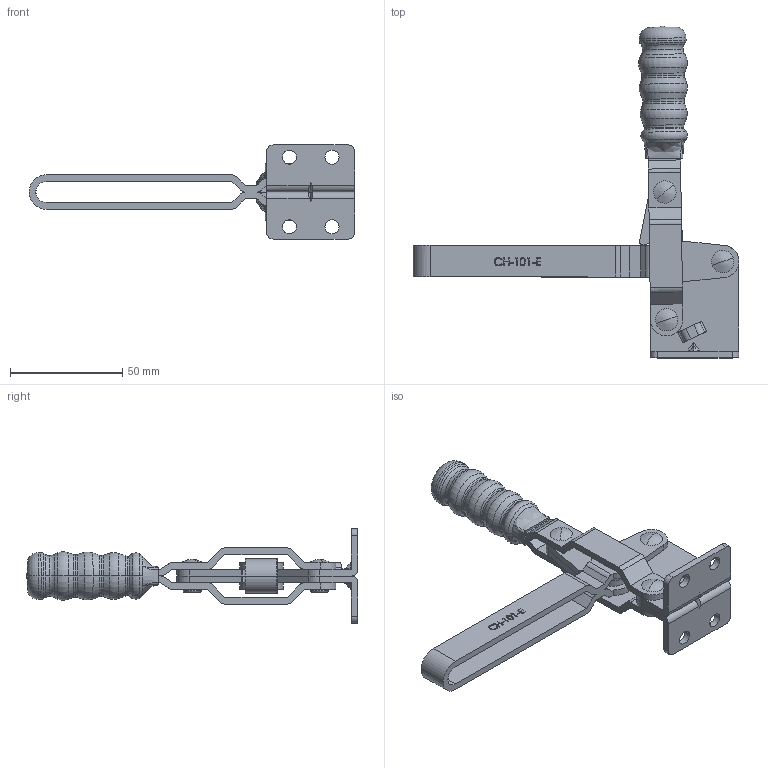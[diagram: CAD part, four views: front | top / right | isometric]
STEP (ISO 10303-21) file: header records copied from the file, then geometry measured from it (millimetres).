
FILE_DESCRIPTION (( 'STEP AP203' ), '1' );
FILE_NAME ('CH-101-E.STEP', '2010-06-04T05:49:25', ( '微软用户' ), ( '微软中国' ), 'SwSTEP 2.0', 'SolidWorks 2008', '' );
FILE_SCHEMA (( 'CONFIG_CONTROL_DESIGN' ));
Length unit declared in the file: millimetre
Products named in the file (7): CH-101-D-01 FLANGED BASE_默认; CH-101-D-04 CONNECTING-PLATE_默认; CH-101-E; CH-101-D-03 STRAIGHT HANDLE_默认; CH-101-D-05_默认; CH-101-D-06_默认; CH-101-E-02 LONG U-BAR_默认
Assembly tree (10 placements, depth 2):
  CH-101-E
    CH-101-D-01 FLANGED BASE_默认
    CH-101-D-04 CONNECTING-PLATE_默认  x2
    CH-101-D-05_默认  x4
    CH-101-D-03 STRAIGHT HANDLE_默认
    CH-101-D-06_默认
    CH-101-E-02 LONG U-BAR_默认
Bounding box: 145.31 x 148.04 x 42 mm (x, y, z)
Volume: 54426.4 mm3; surface area: 41186.7 mm2
Topology: 12 solids, 12 shells, 637 faces, 1676 edges, 1076 vertices
Faces by surface type: plane 254, bspline 166, cylinder 137, torus 52, cone 28
Entity records: 24902 total; most frequent: CARTESIAN_POINT 10575, ORIENTED_EDGE 3050, DIRECTION 2349, EDGE_CURVE 1525, VERTEX_POINT 996, VECTOR 893, LINE 893, AXIS2_PLACEMENT_3D 728
